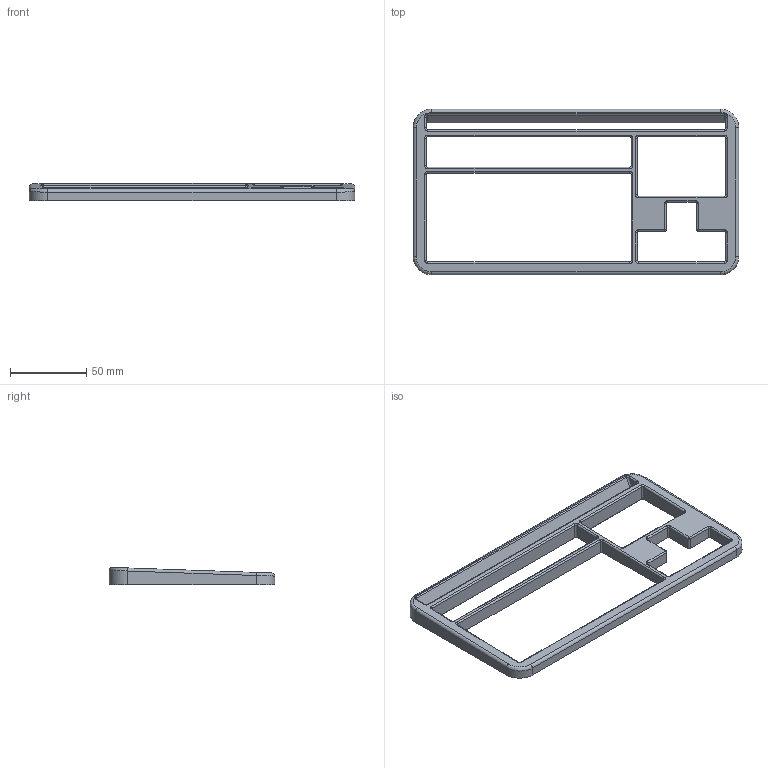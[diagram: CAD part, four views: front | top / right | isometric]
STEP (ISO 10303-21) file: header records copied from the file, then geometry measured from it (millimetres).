
FILE_DESCRIPTION(/* description */ (''),/* implementation_level */ '2;1');
FILE_NAME(/* name */ 'ortho4x10tkl-top-cnc.step',/* time_stamp */ '2024-08-11T12:02:07-07:00',/* author */ (''),/* organization */ (''),/* preprocessor_version */ 'ST-DEVELOPER v20',/* originating_system */ 'Autodesk Translation Framework v12.20.1.177',/* authorisation */ '');
FILE_SCHEMA (('AUTOMOTIVE_DESIGN { 1 0 10303 214 3 1 1 }'));
Length unit declared in the file: millimetre
Products named in the file (2): Ortho4x10TKL-version2; TopComponent
Assembly tree (1 placements, depth 2):
  Ortho4x10TKL-version2
    TopComponent
Bounding box: 213.26 x 108.49 x 11.22 mm (x, y, z)
Volume: 63627 mm3; surface area: 33554.1 mm2
Topology: 1 solids, 1 shells, 122 faces, 298 edges, 178 vertices
Faces by surface type: bspline 50, cylinder 36, plane 30, cone 4, sphere 2
Full cylindrical faces by diameter (mm): 2.075 x4
Entity records: 4594 total; most frequent: CARTESIAN_POINT 1913, ORIENTED_EDGE 588, DIRECTION 454, EDGE_CURVE 294, VERTEX_POINT 178, AXIS2_PLACEMENT_3D 153, LINE 148, VECTOR 148
